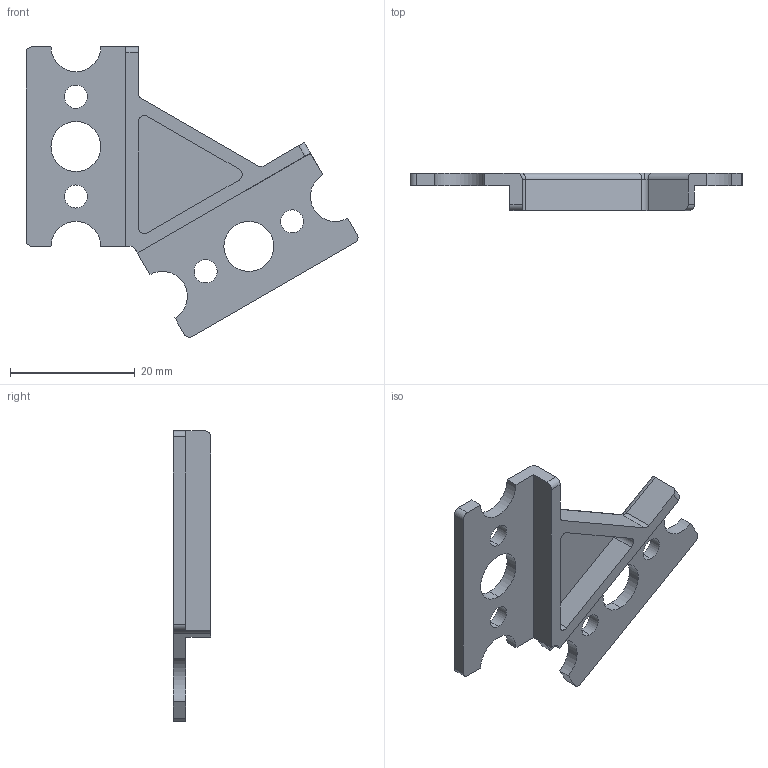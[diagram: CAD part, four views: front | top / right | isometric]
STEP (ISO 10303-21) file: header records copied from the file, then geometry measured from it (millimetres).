
FILE_DESCRIPTION (( 'STEP AP214' ), '1' );
FILE_NAME ('40209_TXP-60 Degree Bracket.STEP', '2017-03-28T20:14:09', ( '' ), ( '' ), 'SwSTEP 2.0', 'SolidWorks 2016', '' );
FILE_SCHEMA (( 'AUTOMOTIVE_DESIGN' ));
Length unit declared in the file: millimetre
Products named in the file (2): 40209_TXP-60 Degree Bracket
Bounding box: 53.2 x 6 x 46.56 mm (x, y, z)
Volume: 2937.7 mm3; surface area: 3474.2 mm2
Topology: 1 solids, 1 shells, 61 faces, 170 edges, 112 vertices
Faces by surface type: cylinder 35, plane 23, torus 3
Entity records: 2731 total; most frequent: DIRECTION 371, CARTESIAN_POINT 345, ORIENTED_EDGE 340, EDGE_CURVE 170, AXIS2_PLACEMENT_3D 138, VERTEX_POINT 112, VECTOR 95, LINE 95
